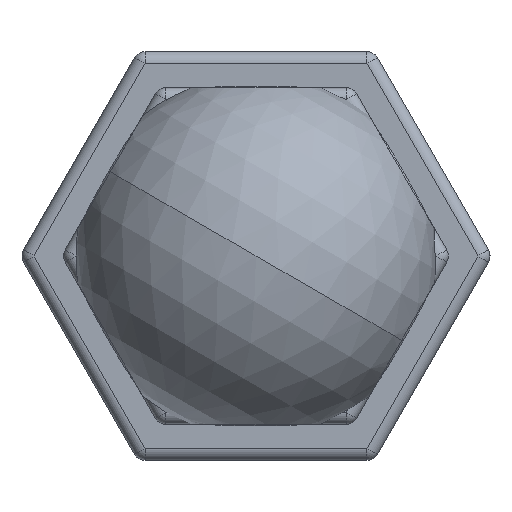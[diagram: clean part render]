
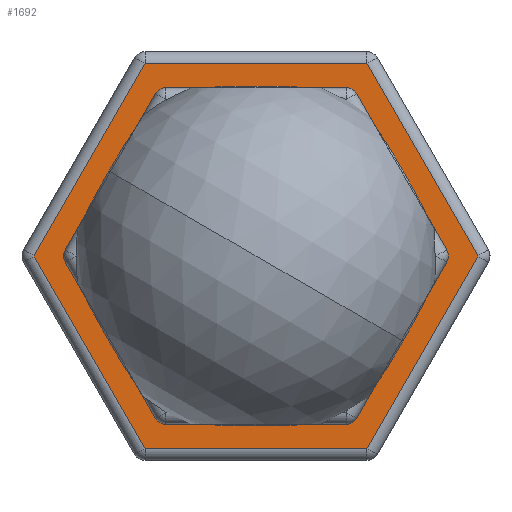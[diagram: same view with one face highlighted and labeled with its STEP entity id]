
A CAD part, front view. The second image highlights one B-rep face of the part: STEP entity #1692.
In plain terms, the highlighted planar face has unit normal (0, -1, 0).
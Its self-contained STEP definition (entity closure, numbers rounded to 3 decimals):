
#51 = CARTESIAN_POINT ( 'NONE',  ( 0., -4., -4.5 ) ) ;
#74 = CARTESIAN_POINT ( 'NONE',  ( -6.928, -4., -4. ) ) ;
#153 = CARTESIAN_POINT ( 'NONE',  ( 0., -4., 0. ) ) ;
#237 = ORIENTED_EDGE ( 'NONE', *, *, #1362, .T. ) ;
#248 = ORIENTED_EDGE ( 'NONE', *, *, #1346, .T. ) ;
#261 = DIRECTION ( 'NONE',  ( 0.5, 0., 0.866 ) ) ;
#306 = DIRECTION ( 'NONE',  ( 1., 0., 0. ) ) ;
#372 = VECTOR ( 'NONE', #1438, 1000. ) ;
#385 = CARTESIAN_POINT ( 'NONE',  ( -4.619, -4., -8. ) ) ;
#394 = EDGE_LOOP ( 'NONE', ( #2190, #1328 ) ) ;
#447 = LINE ( 'NONE', #462, #733 ) ;
#462 = CARTESIAN_POINT ( 'NONE',  ( 6.928, -4., 4. ) ) ;
#492 = CARTESIAN_POINT ( 'NONE',  ( 4.619, -4., 8. ) ) ;
#499 = VERTEX_POINT ( 'NONE', #2094 ) ;
#617 = ORIENTED_EDGE ( 'NONE', *, *, #2054, .T. ) ;
#733 = VECTOR ( 'NONE', #1990, 1000. ) ;
#794 = DIRECTION ( 'NONE',  ( 0., 1., 0. ) ) ;
#840 = DIRECTION ( 'NONE',  ( 0., 1., 0. ) ) ;
#859 = EDGE_CURVE ( 'NONE', #1585, #2272, #2263, .T. ) ;
#897 = VERTEX_POINT ( 'NONE', #492 ) ;
#946 = LINE ( 'NONE', #74, #372 ) ;
#955 = CARTESIAN_POINT ( 'NONE',  ( 0., -4., 0. ) ) ;
#987 = ORIENTED_EDGE ( 'NONE', *, *, #1815, .T. ) ;
#988 = CARTESIAN_POINT ( 'NONE',  ( 4.619, -4., -8. ) ) ;
#1054 = EDGE_LOOP ( 'NONE', ( #2653, #617, #987, #2222, #248, #237 ) ) ;
#1296 = CIRCLE ( 'NONE', #1513, 4.5 ) ;
#1299 = VECTOR ( 'NONE', #1607, 1000. ) ;
#1302 = DIRECTION ( 'NONE',  ( -0.5, 0., -0.866 ) ) ;
#1328 = ORIENTED_EDGE ( 'NONE', *, *, #1618, .T. ) ;
#1346 = EDGE_CURVE ( 'NONE', #2272, #499, #2449, .T. ) ;
#1362 = EDGE_CURVE ( 'NONE', #499, #897, #447, .T. ) ;
#1388 = VERTEX_POINT ( 'NONE', #2003 ) ;
#1412 = CARTESIAN_POINT ( 'NONE',  ( -9.238, -4., 0. ) ) ;
#1433 = LINE ( 'NONE', #1592, #1299 ) ;
#1438 = DIRECTION ( 'NONE',  ( 0.5, 0., -0.866 ) ) ;
#1494 = FACE_OUTER_BOUND ( 'NONE', #1054, .T. ) ;
#1513 = AXIS2_PLACEMENT_3D ( 'NONE', #153, #794, #2527 ) ;
#1554 = EDGE_CURVE ( 'NONE', #2734, #2761, #1746, .T. ) ;
#1585 = VERTEX_POINT ( 'NONE', #385 ) ;
#1592 = CARTESIAN_POINT ( 'NONE',  ( 0., -4., 8. ) ) ;
#1607 = DIRECTION ( 'NONE',  ( -1., 0., 0. ) ) ;
#1618 = EDGE_CURVE ( 'NONE', #2761, #2734, #1296, .T. ) ;
#1692 = ADVANCED_FACE ( 'NONE', ( #1916, #1494 ), #1932, .F. ) ;
#1716 = DIRECTION ( 'NONE',  ( 0., 0., 1. ) ) ;
#1726 = CARTESIAN_POINT ( 'NONE',  ( -6.928, -4., 4. ) ) ;
#1746 = CIRCLE ( 'NONE', #2292, 4.5 ) ;
#1787 = VECTOR ( 'NONE', #306, 1000. ) ;
#1815 = EDGE_CURVE ( 'NONE', #1825, #1585, #946, .T. ) ;
#1825 = VERTEX_POINT ( 'NONE', #1412 ) ;
#1827 = CARTESIAN_POINT ( 'NONE',  ( 6.928, -4., -4. ) ) ;
#1916 = FACE_BOUND ( 'NONE', #394, .T. ) ;
#1932 = PLANE ( 'NONE',  #2739 ) ;
#1990 = DIRECTION ( 'NONE',  ( -0.5, 0., 0.866 ) ) ;
#2003 = CARTESIAN_POINT ( 'NONE',  ( -4.619, -4., 8. ) ) ;
#2033 = VECTOR ( 'NONE', #1302, 1000. ) ;
#2054 = EDGE_CURVE ( 'NONE', #1388, #1825, #2797, .T. ) ;
#2094 = CARTESIAN_POINT ( 'NONE',  ( 9.238, -4., 0. ) ) ;
#2190 = ORIENTED_EDGE ( 'NONE', *, *, #1554, .T. ) ;
#2222 = ORIENTED_EDGE ( 'NONE', *, *, #859, .T. ) ;
#2239 = EDGE_CURVE ( 'NONE', #897, #1388, #1433, .T. ) ;
#2263 = LINE ( 'NONE', #2273, #1787 ) ;
#2272 = VERTEX_POINT ( 'NONE', #988 ) ;
#2273 = CARTESIAN_POINT ( 'NONE',  ( 0., -4., -8. ) ) ;
#2292 = AXIS2_PLACEMENT_3D ( 'NONE', #955, #2659, #2698 ) ;
#2449 = LINE ( 'NONE', #1827, #2775 ) ;
#2527 = DIRECTION ( 'NONE',  ( 0., 0., 1. ) ) ;
#2653 = ORIENTED_EDGE ( 'NONE', *, *, #2239, .T. ) ;
#2659 = DIRECTION ( 'NONE',  ( 0., 1., 0. ) ) ;
#2698 = DIRECTION ( 'NONE',  ( 0., 0., 1. ) ) ;
#2728 = CARTESIAN_POINT ( 'NONE',  ( 0., -4., 4.5 ) ) ;
#2734 = VERTEX_POINT ( 'NONE', #51 ) ;
#2739 = AXIS2_PLACEMENT_3D ( 'NONE', #2767, #840, #1716 ) ;
#2761 = VERTEX_POINT ( 'NONE', #2728 ) ;
#2767 = CARTESIAN_POINT ( 'NONE',  ( 0., -4., 0. ) ) ;
#2775 = VECTOR ( 'NONE', #261, 1000. ) ;
#2797 = LINE ( 'NONE', #1726, #2033 ) ;
